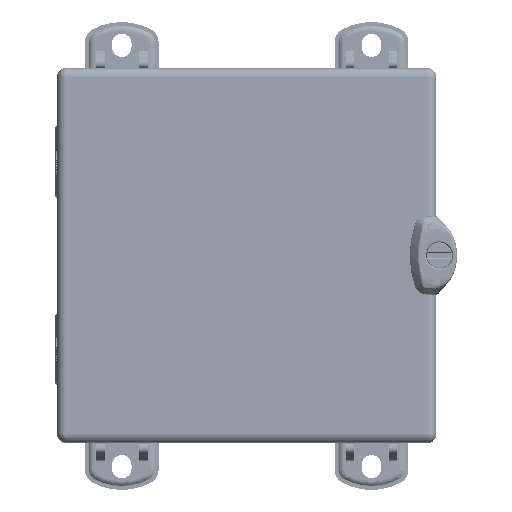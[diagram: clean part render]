
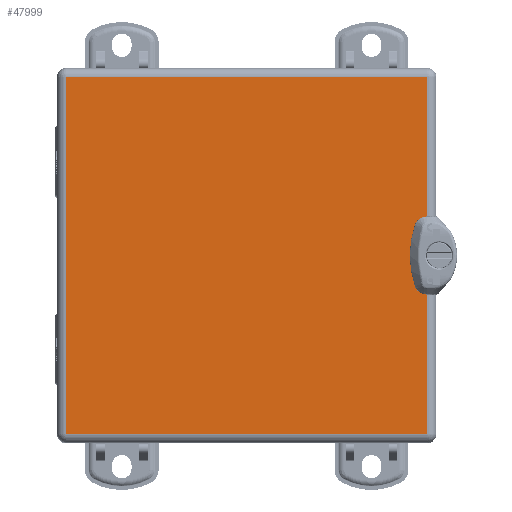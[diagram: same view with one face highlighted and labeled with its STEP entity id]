
A CAD part, top view. The second image highlights one B-rep face of the part: STEP entity #47999.
In plain terms, the highlighted planar face has unit normal (0, 0, 1).
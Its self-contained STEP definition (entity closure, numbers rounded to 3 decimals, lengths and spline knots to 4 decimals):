
#3245=PLANE('',#52142);
#4830=FACE_OUTER_BOUND('',#7827,.T.);
#7827=EDGE_LOOP('',(#35669,#35670,#35671,#35672,#35673,#35674,#35675,#35676,
#35677,#35678));
#11167=LINE('',#78437,#15195);
#11180=LINE('',#78467,#15208);
#11186=LINE('',#78484,#15214);
#11187=LINE('',#78489,#15215);
#11190=LINE('',#78500,#15218);
#11265=LINE('',#78786,#15293);
#11267=LINE('',#78795,#15295);
#11268=LINE('',#78801,#15296);
#15195=VECTOR('',#58786,0.3937);
#15208=VECTOR('',#58807,0.3937);
#15214=VECTOR('',#58825,0.3937);
#15215=VECTOR('',#58832,0.3937);
#15218=VECTOR('',#58843,0.3937);
#15293=VECTOR('',#59078,0.3937);
#15295=VECTOR('',#59090,0.3937);
#15296=VECTOR('',#59101,0.3937);
#18669=CIRCLE('',#52042,0.03);
#18671=CIRCLE('',#52046,0.03);
#21120=VERTEX_POINT('',#78433);
#21122=VERTEX_POINT('',#78436);
#21134=VERTEX_POINT('',#78464);
#21135=VERTEX_POINT('',#78466);
#21140=VERTEX_POINT('',#78483);
#21141=VERTEX_POINT('',#78487);
#21143=VERTEX_POINT('',#78493);
#21145=VERTEX_POINT('',#78499);
#21218=VERTEX_POINT('',#78780);
#21222=VERTEX_POINT('',#78793);
#26302=EDGE_CURVE('',#21122,#21120,#11167,.T.);
#26317=EDGE_CURVE('',#21135,#21134,#11180,.T.);
#26326=EDGE_CURVE('',#21135,#21140,#11186,.T.);
#26329=EDGE_CURVE('',#21141,#21120,#11187,.T.);
#26331=EDGE_CURVE('',#21143,#21122,#18669,.T.);
#26334=EDGE_CURVE('',#21145,#21143,#11190,.T.);
#26337=EDGE_CURVE('',#21134,#21145,#18671,.T.);
#26451=EDGE_CURVE('',#21140,#21218,#11265,.T.);
#26456=EDGE_CURVE('',#21222,#21141,#11267,.T.);
#26460=EDGE_CURVE('',#21218,#21222,#11268,.T.);
#35669=ORIENTED_EDGE('',*,*,#26302,.T.);
#35670=ORIENTED_EDGE('',*,*,#26329,.F.);
#35671=ORIENTED_EDGE('',*,*,#26456,.F.);
#35672=ORIENTED_EDGE('',*,*,#26460,.F.);
#35673=ORIENTED_EDGE('',*,*,#26451,.F.);
#35674=ORIENTED_EDGE('',*,*,#26326,.F.);
#35675=ORIENTED_EDGE('',*,*,#26317,.T.);
#35676=ORIENTED_EDGE('',*,*,#26337,.T.);
#35677=ORIENTED_EDGE('',*,*,#26334,.T.);
#35678=ORIENTED_EDGE('',*,*,#26331,.T.);
#47999=ADVANCED_FACE('',(#4830),#3245,.T.);
#52042=AXIS2_PLACEMENT_3D('',#78494,#58837,#58838);
#52046=AXIS2_PLACEMENT_3D('',#78504,#58849,#58850);
#52142=AXIS2_PLACEMENT_3D('',#78815,#59121,#59122);
#58786=DIRECTION('',(1.,0.,0.));
#58807=DIRECTION('',(-1.,0.,0.));
#58825=DIRECTION('',(0.,-1.,0.));
#58832=DIRECTION('',(0.,-1.,0.));
#58837=DIRECTION('center_axis',(0.,0.,-1.));
#58838=DIRECTION('ref_axis',(0.,1.,0.));
#58843=DIRECTION('',(0.,1.,0.));
#58849=DIRECTION('center_axis',(0.,0.,-1.));
#58850=DIRECTION('ref_axis',(-1.,0.,0.));
#59078=DIRECTION('',(-1.,0.,0.));
#59090=DIRECTION('',(1.,0.,0.));
#59101=DIRECTION('',(0.,1.,0.));
#59121=DIRECTION('center_axis',(0.,0.,1.));
#59122=DIRECTION('ref_axis',(1.,0.,0.));
#78433=CARTESIAN_POINT('',(2.894,0.5625,0.053));
#78436=CARTESIAN_POINT('',(2.867,0.5625,0.053));
#78437=CARTESIAN_POINT('',(1.5423,0.5625,0.053));
#78464=CARTESIAN_POINT('',(2.867,-0.5625,0.053));
#78466=CARTESIAN_POINT('',(2.894,-0.5625,0.053));
#78467=CARTESIAN_POINT('',(1.4335,-0.5625,0.053));
#78483=CARTESIAN_POINT('',(2.894,-2.854,0.053));
#78484=CARTESIAN_POINT('',(2.894,-1.427,0.053));
#78487=CARTESIAN_POINT('',(2.894,2.854,0.053));
#78489=CARTESIAN_POINT('',(2.894,-1.427,0.053));
#78493=CARTESIAN_POINT('',(2.837,0.5325,0.053));
#78494=CARTESIAN_POINT('Origin',(2.867,0.5325,0.053));
#78499=CARTESIAN_POINT('',(2.837,-0.5325,0.053));
#78500=CARTESIAN_POINT('',(2.837,0.2663,0.053));
#78504=CARTESIAN_POINT('Origin',(2.867,-0.5325,0.053));
#78780=CARTESIAN_POINT('',(-2.894,-2.854,0.053));
#78786=CARTESIAN_POINT('',(-1.447,-2.854,0.053));
#78793=CARTESIAN_POINT('',(-2.894,2.854,0.053));
#78795=CARTESIAN_POINT('',(1.447,2.854,0.053));
#78801=CARTESIAN_POINT('',(-2.894,1.427,0.053));
#78815=CARTESIAN_POINT('Origin',(0.,0.,
0.053));
